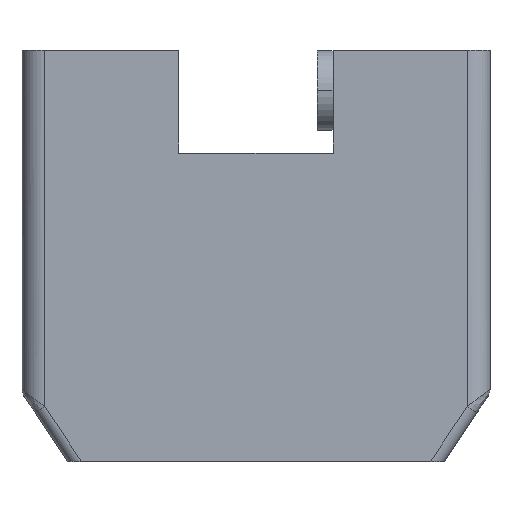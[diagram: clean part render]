
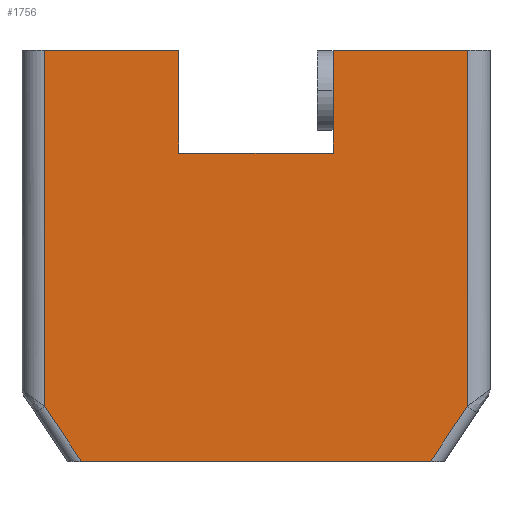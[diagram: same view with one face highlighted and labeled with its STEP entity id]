
A CAD part, top view. The second image highlights one B-rep face of the part: STEP entity #1756.
In plain terms, the highlighted planar face has unit normal (0, 0, 1).
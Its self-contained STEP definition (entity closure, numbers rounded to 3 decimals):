
#10 = VECTOR ( 'NONE', #1680, 1000. ) ;
#18 = VERTEX_POINT ( 'NONE', #1183 ) ;
#73 = CARTESIAN_POINT ( 'NONE',  ( 67.5, 270., 100. ) ) ;
#105 = EDGE_CURVE ( 'NONE', #284, #651, #1762, .T. ) ;
#144 = CARTESIAN_POINT ( 'NONE',  ( 152.981, 0., 100. ) ) ;
#153 = VERTEX_POINT ( 'NONE', #1167 ) ;
#156 = EDGE_CURVE ( 'NONE', #153, #284, #813, .T. ) ;
#169 = DIRECTION ( 'NONE',  ( 0., 1., 0. ) ) ;
#179 = CARTESIAN_POINT ( 'NONE',  ( -67.5, 360., 100. ) ) ;
#246 = EDGE_CURVE ( 'NONE', #18, #1867, #1872, .T. ) ;
#256 = CARTESIAN_POINT ( 'NONE',  ( -152.981, 0., 100. ) ) ;
#281 = PLANE ( 'NONE',  #2125 ) ;
#284 = VERTEX_POINT ( 'NONE', #256 ) ;
#330 = ORIENTED_EDGE ( 'NONE', *, *, #909, .F. ) ;
#365 = CARTESIAN_POINT ( 'NONE',  ( 185., 360., 100. ) ) ;
#378 = CARTESIAN_POINT ( 'NONE',  ( 208.987, 84.009, 100. ) ) ;
#383 = VERTEX_POINT ( 'NONE', #1465 ) ;
#505 = LINE ( 'NONE', #524, #1279 ) ;
#524 = CARTESIAN_POINT ( 'NONE',  ( -205., 360., 100. ) ) ;
#528 = LINE ( 'NONE', #1940, #902 ) ;
#591 = DIRECTION ( 'NONE',  ( 1., 0., 0. ) ) ;
#613 = ORIENTED_EDGE ( 'NONE', *, *, #156, .T. ) ;
#624 = DIRECTION ( 'NONE',  ( 0., 1., 0. ) ) ;
#637 = DIRECTION ( 'NONE',  ( -1., 0., 0. ) ) ;
#651 = VERTEX_POINT ( 'NONE', #144 ) ;
#652 = EDGE_CURVE ( 'NONE', #2020, #1343, #528, .T. ) ;
#663 = CARTESIAN_POINT ( 'NONE',  ( -205., 360., 100. ) ) ;
#678 = VECTOR ( 'NONE', #896, 1000. ) ;
#686 = CARTESIAN_POINT ( 'NONE',  ( -205., 360., 100. ) ) ;
#722 = VECTOR ( 'NONE', #1262, 1000. ) ;
#735 = VERTEX_POINT ( 'NONE', #1289 ) ;
#740 = EDGE_CURVE ( 'NONE', #735, #153, #1959, .T. ) ;
#773 = ORIENTED_EDGE ( 'NONE', *, *, #740, .T. ) ;
#813 = LINE ( 'NONE', #1881, #10 ) ;
#833 = EDGE_CURVE ( 'NONE', #735, #1611, #505, .T. ) ;
#882 = DIRECTION ( 'NONE',  ( 1., 0., 0. ) ) ;
#891 = LINE ( 'NONE', #686, #1681 ) ;
#896 = DIRECTION ( 'NONE',  ( 0., -1., 0. ) ) ;
#902 = VECTOR ( 'NONE', #169, 1000. ) ;
#905 = VECTOR ( 'NONE', #1274, 1000. ) ;
#909 = EDGE_CURVE ( 'NONE', #1343, #1867, #891, .T. ) ;
#979 = VECTOR ( 'NONE', #1284, 1000. ) ;
#1021 = ORIENTED_EDGE ( 'NONE', *, *, #105, .T. ) ;
#1055 = EDGE_CURVE ( 'NONE', #651, #18, #1805, .T. ) ;
#1101 = ORIENTED_EDGE ( 'NONE', *, *, #1055, .T. ) ;
#1115 = CARTESIAN_POINT ( 'NONE',  ( -185., 360., 100. ) ) ;
#1167 = CARTESIAN_POINT ( 'NONE',  ( -185., 48.028, 100. ) ) ;
#1183 = CARTESIAN_POINT ( 'NONE',  ( 185., 48.028, 100. ) ) ;
#1219 = ORIENTED_EDGE ( 'NONE', *, *, #246, .T. ) ;
#1262 = DIRECTION ( 'NONE',  ( 0., -1., 0. ) ) ;
#1274 = DIRECTION ( 'NONE',  ( 1., 0., 0. ) ) ;
#1279 = VECTOR ( 'NONE', #882, 1000. ) ;
#1284 = DIRECTION ( 'NONE',  ( 0.555, 0.832, 0. ) ) ;
#1289 = CARTESIAN_POINT ( 'NONE',  ( -185., 360., 100. ) ) ;
#1312 = VECTOR ( 'NONE', #624, 1000. ) ;
#1343 = VERTEX_POINT ( 'NONE', #1691 ) ;
#1375 = CARTESIAN_POINT ( 'NONE',  ( 185., 360., 100. ) ) ;
#1402 = DIRECTION ( 'NONE',  ( 1., 0., 0. ) ) ;
#1465 = CARTESIAN_POINT ( 'NONE',  ( -67.5, 270., 100. ) ) ;
#1574 = ORIENTED_EDGE ( 'NONE', *, *, #1634, .F. ) ;
#1597 = CARTESIAN_POINT ( 'NONE',  ( -67.5, 270., 100. ) ) ;
#1611 = VERTEX_POINT ( 'NONE', #1775 ) ;
#1632 = LINE ( 'NONE', #1597, #905 ) ;
#1634 = EDGE_CURVE ( 'NONE', #383, #2020, #1632, .T. ) ;
#1680 = DIRECTION ( 'NONE',  ( 0.555, -0.832, 0. ) ) ;
#1681 = VECTOR ( 'NONE', #1402, 1000. ) ;
#1691 = CARTESIAN_POINT ( 'NONE',  ( 67.5, 360., 100. ) ) ;
#1756 = ADVANCED_FACE ( 'NONE', ( #1821 ), #281, .F. ) ;
#1762 = LINE ( 'NONE', #1828, #1782 ) ;
#1775 = CARTESIAN_POINT ( 'NONE',  ( -67.5, 360., 100. ) ) ;
#1782 = VECTOR ( 'NONE', #591, 1000. ) ;
#1805 = LINE ( 'NONE', #378, #979 ) ;
#1821 = FACE_OUTER_BOUND ( 'NONE', #1944, .T. ) ;
#1828 = CARTESIAN_POINT ( 'NONE',  ( -205., 0., 100. ) ) ;
#1867 = VERTEX_POINT ( 'NONE', #365 ) ;
#1872 = LINE ( 'NONE', #1375, #1312 ) ;
#1874 = DIRECTION ( 'NONE',  ( 0., 0., -1. ) ) ;
#1881 = CARTESIAN_POINT ( 'NONE',  ( -335.141, 273.239, 100. ) ) ;
#1900 = ORIENTED_EDGE ( 'NONE', *, *, #833, .F. ) ;
#1940 = CARTESIAN_POINT ( 'NONE',  ( 67.5, 360., 100. ) ) ;
#1944 = EDGE_LOOP ( 'NONE', ( #330, #2187, #1574, #2266, #1900, #773, #613, #1021, #1101, #1219 ) ) ;
#1959 = LINE ( 'NONE', #1115, #678 ) ;
#2020 = VERTEX_POINT ( 'NONE', #73 ) ;
#2125 = AXIS2_PLACEMENT_3D ( 'NONE', #663, #1874, #637 ) ;
#2134 = LINE ( 'NONE', #179, #722 ) ;
#2187 = ORIENTED_EDGE ( 'NONE', *, *, #652, .F. ) ;
#2215 = EDGE_CURVE ( 'NONE', #1611, #383, #2134, .T. ) ;
#2266 = ORIENTED_EDGE ( 'NONE', *, *, #2215, .F. ) ;
